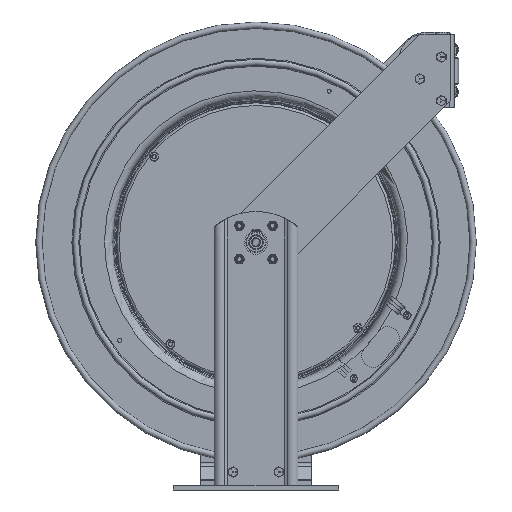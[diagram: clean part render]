
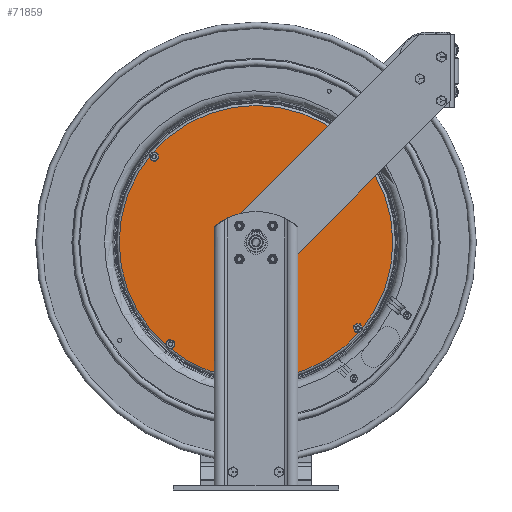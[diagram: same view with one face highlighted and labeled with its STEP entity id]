
A CAD part, front view. The second image highlights one B-rep face of the part: STEP entity #71859.
In plain terms, the highlighted planar face has unit normal (0, -1, 0).
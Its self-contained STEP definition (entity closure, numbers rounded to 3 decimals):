
#4582=FACE_BOUND('',#9989,.T.);
#4583=FACE_BOUND('',#9990,.T.);
#4584=FACE_BOUND('',#9991,.T.);
#4585=FACE_BOUND('',#9992,.T.);
#4586=FACE_BOUND('',#9993,.T.);
#6910=FACE_OUTER_BOUND('',#9988,.T.);
#9988=EDGE_LOOP('',(#62654));
#9989=EDGE_LOOP('',(#62655));
#9990=EDGE_LOOP('',(#62656));
#9991=EDGE_LOOP('',(#62657));
#9992=EDGE_LOOP('',(#62658));
#9993=EDGE_LOOP('',(#62659));
#12853=CIRCLE('',#77093,7.455);
#12854=CIRCLE('',#77094,0.655);
#12855=CIRCLE('',#77095,0.14);
#12856=CIRCLE('',#77096,0.14);
#12857=CIRCLE('',#77097,0.14);
#12858=CIRCLE('',#77098,0.14);
#34206=VERTEX_POINT('',#126526);
#34207=VERTEX_POINT('',#126528);
#34208=VERTEX_POINT('',#126530);
#34209=VERTEX_POINT('',#126532);
#34210=VERTEX_POINT('',#126534);
#34211=VERTEX_POINT('',#126536);
#46063=EDGE_CURVE('',#34206,#34206,#12853,.T.);
#46064=EDGE_CURVE('',#34207,#34207,#12854,.T.);
#46065=EDGE_CURVE('',#34208,#34208,#12855,.T.);
#46066=EDGE_CURVE('',#34209,#34209,#12856,.T.);
#46067=EDGE_CURVE('',#34210,#34210,#12857,.T.);
#46068=EDGE_CURVE('',#34211,#34211,#12858,.T.);
#62654=ORIENTED_EDGE('',*,*,#46063,.F.);
#62655=ORIENTED_EDGE('',*,*,#46064,.T.);
#62656=ORIENTED_EDGE('',*,*,#46065,.T.);
#62657=ORIENTED_EDGE('',*,*,#46066,.T.);
#62658=ORIENTED_EDGE('',*,*,#46067,.T.);
#62659=ORIENTED_EDGE('',*,*,#46068,.T.);
#66744=PLANE('',#77092);
#71859=ADVANCED_FACE('',(#6910,#4582,#4583,#4584,#4585,#4586),#66744,.T.);
#77092=AXIS2_PLACEMENT_3D('',#126525,#92021,#92022);
#77093=AXIS2_PLACEMENT_3D('',#126527,#92023,#92024);
#77094=AXIS2_PLACEMENT_3D('',#126529,#92025,#92026);
#77095=AXIS2_PLACEMENT_3D('',#126531,#92027,#92028);
#77096=AXIS2_PLACEMENT_3D('',#126533,#92029,#92030);
#77097=AXIS2_PLACEMENT_3D('',#126535,#92031,#92032);
#77098=AXIS2_PLACEMENT_3D('',#126537,#92033,#92034);
#92021=DIRECTION('center_axis',(0.,-1.,0.));
#92022=DIRECTION('ref_axis',(0.643,0.,0.766));
#92023=DIRECTION('center_axis',(0.,1.,0.));
#92024=DIRECTION('ref_axis',(0.643,0.,0.766));
#92025=DIRECTION('center_axis',(0.,1.,0.));
#92026=DIRECTION('ref_axis',(-0.643,0.,-0.766));
#92027=DIRECTION('center_axis',(0.,1.,0.));
#92028=DIRECTION('ref_axis',(0.643,0.,0.766));
#92029=DIRECTION('center_axis',(0.,1.,0.));
#92030=DIRECTION('ref_axis',(0.643,0.,0.766));
#92031=DIRECTION('center_axis',(0.,1.,0.));
#92032=DIRECTION('ref_axis',(0.643,0.,0.766));
#92033=DIRECTION('center_axis',(0.,1.,0.));
#92034=DIRECTION('ref_axis',(0.643,0.,0.766));
#126525=CARTESIAN_POINT('Origin',(0.,-1.43,13.49));
#126526=CARTESIAN_POINT('',(-4.796,-1.43,7.783));
#126527=CARTESIAN_POINT('Origin',(0.,-1.43,13.49));
#126528=CARTESIAN_POINT('',(0.421,-1.43,13.991));
#126529=CARTESIAN_POINT('Origin',(0.,-1.43,13.49));
#126530=CARTESIAN_POINT('',(4.755,-1.43,19.147));
#126531=CARTESIAN_POINT('Origin',(4.665,-1.43,19.04));
#126532=CARTESIAN_POINT('',(5.64,-1.43,8.933));
#126533=CARTESIAN_POINT('Origin',(5.55,-1.43,8.825));
#126534=CARTESIAN_POINT('',(-5.46,-1.43,18.262));
#126535=CARTESIAN_POINT('Origin',(-5.55,-1.43,18.155));
#126536=CARTESIAN_POINT('',(-4.574,-1.43,8.047));
#126537=CARTESIAN_POINT('Origin',(-4.665,-1.43,7.94));
